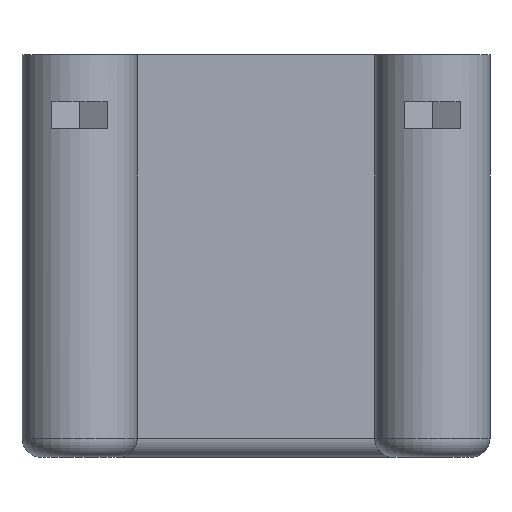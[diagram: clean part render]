
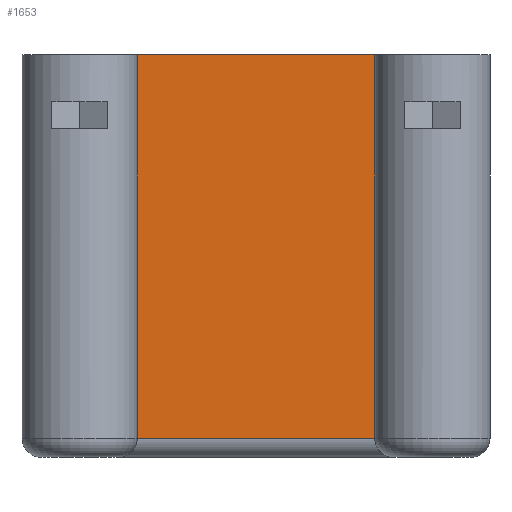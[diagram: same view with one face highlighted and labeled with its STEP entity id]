
A CAD part, left-side view. The second image highlights one B-rep face of the part: STEP entity #1653.
In plain terms, the highlighted planar face has unit normal (-1, 0, 0).
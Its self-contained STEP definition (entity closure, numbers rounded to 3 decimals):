
#67=PLANE('',#1795);
#145=FACE_OUTER_BOUND('',#240,.T.);
#240=EDGE_LOOP('',(#1246,#1247,#1248,#1249));
#384=LINE('',#2505,#556);
#397=LINE('',#2565,#569);
#398=LINE('',#2567,#570);
#399=LINE('',#2568,#571);
#556=VECTOR('',#2001,10.);
#569=VECTOR('',#2070,10.);
#570=VECTOR('',#2071,10.);
#571=VECTOR('',#2072,10.);
#780=VERTEX_POINT('',#2492);
#785=VERTEX_POINT('',#2503);
#804=VERTEX_POINT('',#2564);
#805=VERTEX_POINT('',#2566);
#951=EDGE_CURVE('',#785,#780,#384,.T.);
#981=EDGE_CURVE('',#785,#804,#397,.T.);
#982=EDGE_CURVE('',#805,#804,#398,.T.);
#983=EDGE_CURVE('',#805,#780,#399,.T.);
#1246=ORIENTED_EDGE('',*,*,#951,.F.);
#1247=ORIENTED_EDGE('',*,*,#981,.T.);
#1248=ORIENTED_EDGE('',*,*,#982,.F.);
#1249=ORIENTED_EDGE('',*,*,#983,.T.);
#1653=ADVANCED_FACE('',(#145),#67,.T.);
#1795=AXIS2_PLACEMENT_3D('',#2563,#2068,#2069);
#2001=DIRECTION('',(0.,1.,0.));
#2068=DIRECTION('center_axis',(-1.,0.,0.));
#2069=DIRECTION('ref_axis',(0.,-1.,0.));
#2070=DIRECTION('',(0.,0.,1.));
#2071=DIRECTION('',(0.,-1.,0.));
#2072=DIRECTION('',(0.,0.,-1.));
#2492=CARTESIAN_POINT('',(22.,34.7,49.));
#2503=CARTESIAN_POINT('',(22.,9.3,49.));
#2505=CARTESIAN_POINT('',(22.,23.5,49.));
#2563=CARTESIAN_POINT('Origin',(22.,47.,48.));
#2564=CARTESIAN_POINT('',(22.,9.3,90.));
#2565=CARTESIAN_POINT('',(22.,9.3,48.));
#2566=CARTESIAN_POINT('',(22.,34.7,90.));
#2567=CARTESIAN_POINT('',(22.,-3.,90.));
#2568=CARTESIAN_POINT('',(22.,34.7,48.));
